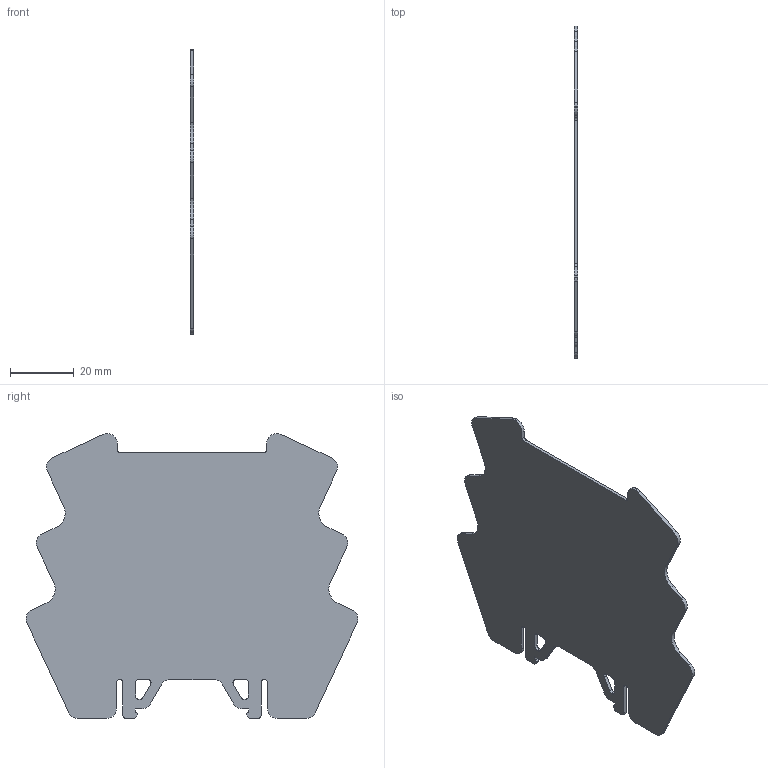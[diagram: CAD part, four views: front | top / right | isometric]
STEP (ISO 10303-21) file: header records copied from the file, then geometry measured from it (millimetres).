
FILE_DESCRIPTION(('STEP AP214'),'1');
FILE_NAME('cctmp_28CCF30E-54A8-44EE-8E12-685079226E82_2024_10_31_16_11_13_0094..stp','2024-10-31T15:11:13',('SIEMENS A&D'),('CADClick - www.CADClick.com'),'Spatial InterOp 3D postprocessed',' ','unknown authorization');
FILE_SCHEMA(('AUTOMOTIVE_DESIGN'));
Length unit declared in the file: millimetre
Products named in the file (1): 2024_10_31_16_11_13_0090
Bounding box: 1.1 x 104.4 x 89.5 mm (x, y, z)
Volume: 7934 mm3; surface area: 14939.6 mm2
Topology: 1 solids, 1 shells, 86 faces, 252 edges, 168 vertices
Faces by surface type: plane 46, cylinder 40
Entity records: 3166 total; most frequent: CARTESIAN_POINT 507, DIRECTION 506, ORIENTED_EDGE 504, EDGE_CURVE 252, LINE 172, VECTOR 172, VERTEX_POINT 168, AXIS2_PLACEMENT_3D 167
